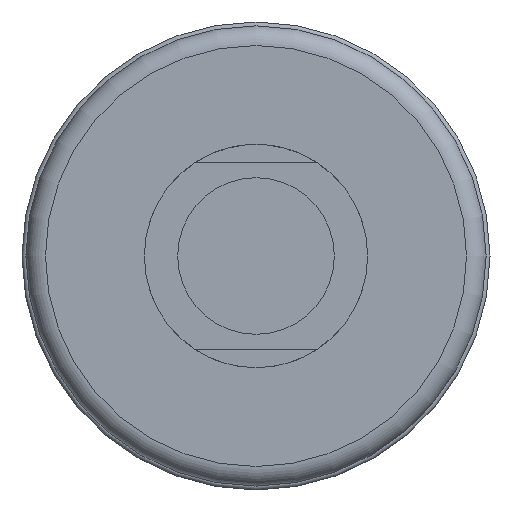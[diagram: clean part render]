
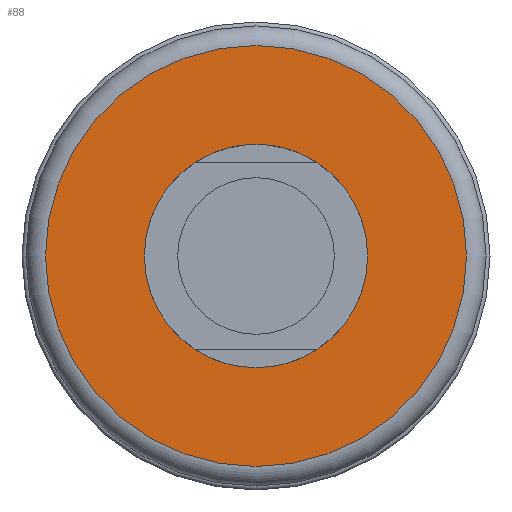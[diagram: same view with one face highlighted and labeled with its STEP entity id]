
A CAD part, left-side view. The second image highlights one B-rep face of the part: STEP entity #88.
In plain terms, the highlighted planar face has unit normal (-1, 0, 0).
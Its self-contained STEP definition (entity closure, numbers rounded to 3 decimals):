
#88 = ADVANCED_FACE( '', ( #142, #143 ), #144, .F. );
#142 = FACE_OUTER_BOUND( '', #244, .T. );
#143 = FACE_BOUND( '', #245, .T. );
#144 = PLANE( '', #246 );
#244 = EDGE_LOOP( '', ( #447 ) );
#245 = EDGE_LOOP( '', ( #448 ) );
#246 = AXIS2_PLACEMENT_3D( '', #449, #450, #451 );
#447 = ORIENTED_EDGE( '', *, *, #635, .F. );
#448 = ORIENTED_EDGE( '', *, *, #636, .T. );
#449 = CARTESIAN_POINT( '', ( -65.7, 0., 0. ) );
#450 = DIRECTION( '', ( 1., 0., 0. ) );
#451 = DIRECTION( '', ( 0., 0., -1. ) );
#635 = EDGE_CURVE( '', #729, #729, #730, .T. );
#636 = EDGE_CURVE( '', #731, #731, #732, .T. );
#729 = VERTEX_POINT( '', #913 );
#730 = CIRCLE( '', #914, 21.5 );
#731 = VERTEX_POINT( '', #915 );
#732 = CIRCLE( '', #916, 11.4 );
#913 = CARTESIAN_POINT( '', ( -65.7, 0., -21.5 ) );
#914 = AXIS2_PLACEMENT_3D( '', #1020, #1021, #1022 );
#915 = CARTESIAN_POINT( '', ( -65.7, 0., -11.4 ) );
#916 = AXIS2_PLACEMENT_3D( '', #1023, #1024, #1025 );
#1020 = CARTESIAN_POINT( '', ( -65.7, 0., 0. ) );
#1021 = DIRECTION( '', ( 1., 0., 0. ) );
#1022 = DIRECTION( '', ( 0., 0., -1. ) );
#1023 = CARTESIAN_POINT( '', ( -65.7, 0., 0. ) );
#1024 = DIRECTION( '', ( 1., 0., 0. ) );
#1025 = DIRECTION( '', ( 0., 0., -1. ) );
